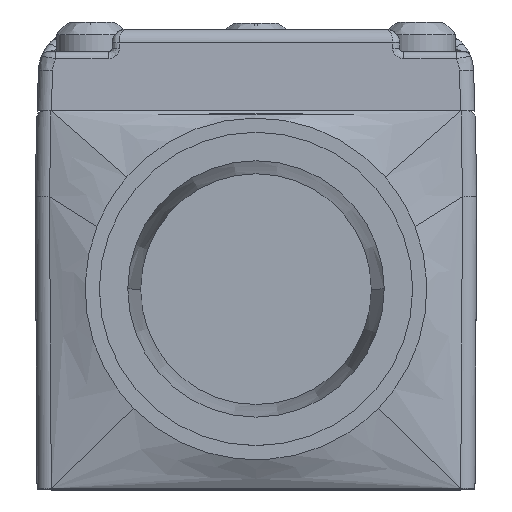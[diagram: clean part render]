
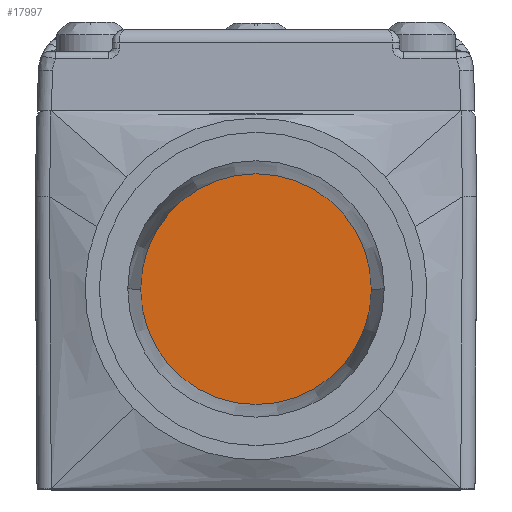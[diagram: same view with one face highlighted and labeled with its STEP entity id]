
A CAD part, top view. The second image highlights one B-rep face of the part: STEP entity #17997.
In plain terms, the highlighted planar face has unit normal (0, 0, 1).
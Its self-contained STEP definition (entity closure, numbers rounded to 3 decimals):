
#17880=CARTESIAN_POINT('',(0.,-12.5,52.));
#17881=DIRECTION('',(0.,0.,1.));
#17882=DIRECTION('',(-1.,0.,0.));
#17883=AXIS2_PLACEMENT_3D('',#17880,#17881,#17882);
#17889=CARTESIAN_POINT('',(0.,-12.5,52.));
#17890=DIRECTION('',(0.,0.,-1.));
#17891=DIRECTION('',(-1.,0.,0.));
#17892=AXIS2_PLACEMENT_3D('',#17889,#17890,#17891);
#17906=CARTESIAN_POINT('',(-8.1,-12.5,52.));
#17907=CARTESIAN_POINT('',(8.1,-12.5,52.));
#17908=VERTEX_POINT('',#17906);
#17909=VERTEX_POINT('',#17907);
#17988=CARTESIAN_POINT('',(0.,-12.5,52.));
#17989=DIRECTION('',(0.,0.,1.));
#17990=DIRECTION('',(-1.,0.,0.));
#17991=AXIS2_PLACEMENT_3D('',#17988,#17989,#17990);
#17992=PLANE('',#17991);
#17993=ORIENTED_EDGE('',*,*,#17982,.T.);
#17994=ORIENTED_EDGE('',*,*,#17968,.F.);
#17995=EDGE_LOOP('',(#17993,#17994));
#17996=FACE_OUTER_BOUND('',#17995,.F.);
#17884=CIRCLE('',#17883,8.1);
#17893=CIRCLE('',#17892,8.1);
#17968=EDGE_CURVE('',#17908,#17909,#17884,.T.);
#17982=EDGE_CURVE('',#17908,#17909,#17893,.T.);
#17997=ADVANCED_FACE('',(#17996),#17992,.T.);
